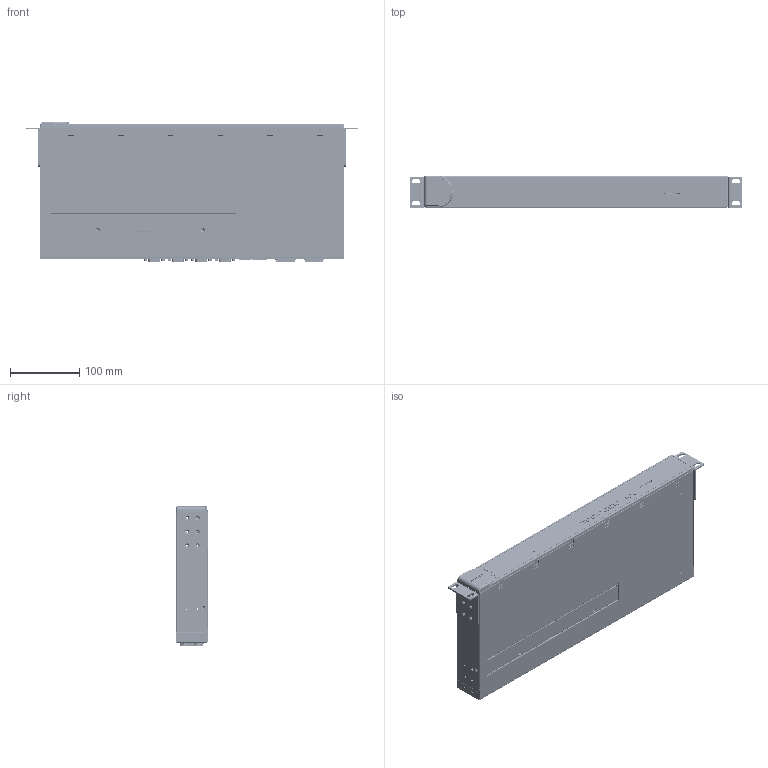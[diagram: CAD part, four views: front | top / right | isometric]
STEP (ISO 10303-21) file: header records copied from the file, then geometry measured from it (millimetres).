
FILE_DESCRIPTION((''),'2;1');
FILE_NAME('MGATE-MB3660I-8-2AC-3D','2019-04-04T21:23:12',('Bryce_Huang'),('PTC'),'CREO PARAMETRIC BY PTC INC, 2018020','CREO PARAMETRIC BY PTC INC, 2018020','');
FILE_SCHEMA(('AUTOMOTIVE_DESIGN { 1 0 10303 214 1 1 1 1 }'));
Products named in the file (1): MGATE-MB3660I-8-2AC-3D
Bounding box: 480 x 46 x 202.65 mm (x, y, z)
Volume: 420569.9 mm3; surface area: 800632.9 mm2
Topology: 58 solids, 90 shells, 6982 faces, 18157 edges, 11808 vertices
Faces by surface type: plane 3945, cylinder 2651, bspline 127, cone 124, torus 116, extrusion 15, sphere 4
Entity records: 239891 total; most frequent: CARTESIAN_POINT 50314, DIRECTION 36378, ORIENTED_EDGE 36300, EDGE_CURVE 18152, AXIS2_PLACEMENT_3D 12511, VERTEX_POINT 11808, VECTOR 11356, LINE 11341
